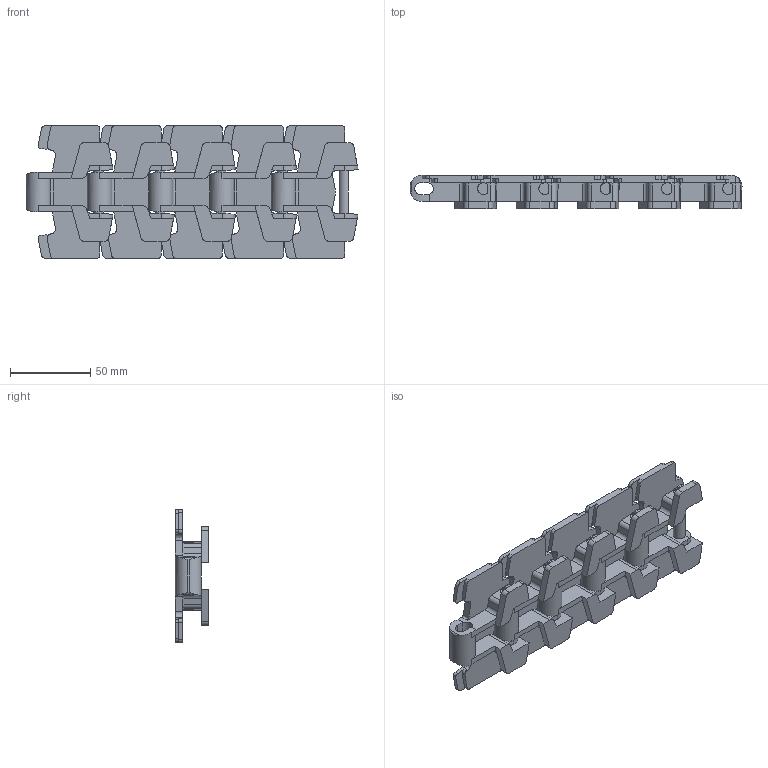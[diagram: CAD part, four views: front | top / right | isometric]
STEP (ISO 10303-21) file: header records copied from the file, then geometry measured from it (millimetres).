
FILE_DESCRIPTION((''),'2;1');
FILE_NAME('LF_879_TAB_BO_3_25IN_ASM','2015-03-02T',('Rpnu043'),('Rex Nord Marbet spa'),'PRO/ENGINEER BY PARAMETRIC TECHNOLOGY CORPORATION, 2013050','PRO/ENGINEER BY PARAMETRIC TECHNOLOGY CORPORATION, 2013050','');
FILE_SCHEMA(('CONFIG_CONTROL_DESIGN'));
Length unit declared in the file: millimetre
Products named in the file (3): LF_879_TAB_BO_3_25IN; PIN; LF_879_TAB_BO_3_25IN_ASM
Assembly tree (10 placements, depth 2):
  LF_879_TAB_BO_3_25IN_ASM
    LF_879_TAB_BO_3_25IN  x5
    PIN  x5
Bounding box: 206.5 x 20.8 x 82.55 mm (x, y, z)
Volume: 122870.9 mm3; surface area: 67604.9 mm2
Topology: 10 solids, 20 shells, 610 faces, 1880 edges, 1270 vertices
Faces by surface type: plane 315, cylinder 295
Entity records: 4562 total; most frequent: CARTESIAN_POINT 1012, ORIENTED_EDGE 748, DIRECTION 721, EDGE_CURVE 376, VERTEX_POINT 254, AXIS2_PLACEMENT_3D 253, VECTOR 215, LINE 215
